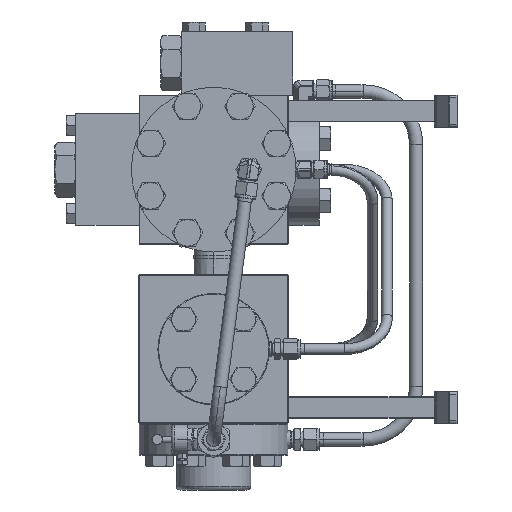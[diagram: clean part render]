
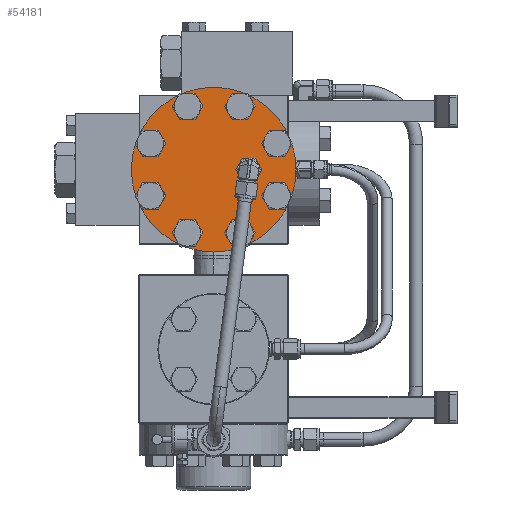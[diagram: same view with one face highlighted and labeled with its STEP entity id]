
A CAD part, left-side view. The second image highlights one B-rep face of the part: STEP entity #54181.
In plain terms, the highlighted planar face has unit normal (-1, 0, 0).
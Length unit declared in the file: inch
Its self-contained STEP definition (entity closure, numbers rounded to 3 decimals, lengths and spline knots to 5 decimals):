
#546 = CIRCLE ( 'NONE', #61622, 3.875 ) ;
#3163 = CIRCLE ( 'NONE', #92165, 3.875 ) ;
#3315 = PLANE ( 'NONE',  #19128 ) ;
#11143 = DIRECTION ( 'NONE',  ( 1., 0., 0. ) ) ;
#15049 = FACE_OUTER_BOUND ( 'NONE', #43955, .T. ) ;
#18593 = CARTESIAN_POINT ( 'NONE',  ( -14.8035, 0., 4.125 ) ) ;
#19128 = AXIS2_PLACEMENT_3D ( 'NONE', #34351, #11143, #65703 ) ;
#26396 = DIRECTION ( 'NONE',  ( 0., 0., 1. ) ) ;
#33506 = DIRECTION ( 'NONE',  ( 1., 0., 0. ) ) ;
#34351 = CARTESIAN_POINT ( 'NONE',  ( -14.8035, 0., 4.125 ) ) ;
#35921 = ORIENTED_EDGE ( 'NONE', *, *, #73801, .F. ) ;
#43955 = EDGE_LOOP ( 'NONE', ( #77390, #35921 ) ) ;
#54181 = ADVANCED_FACE ( 'NONE', ( #15049 ), #3315, .F. ) ;
#61622 = AXIS2_PLACEMENT_3D ( 'NONE', #18593, #73130, #26396 ) ;
#63903 = EDGE_CURVE ( 'NONE', #82580, #77286, #3163, .T. ) ;
#65703 = DIRECTION ( 'NONE',  ( 0., 0., 1. ) ) ;
#66517 = CARTESIAN_POINT ( 'NONE',  ( -14.8035, 0., 8. ) ) ;
#66980 = CARTESIAN_POINT ( 'NONE',  ( -14.8035, 0., 0.25 ) ) ;
#73130 = DIRECTION ( 'NONE',  ( 1., 0., 0. ) ) ;
#73801 = EDGE_CURVE ( 'NONE', #77286, #82580, #546, .T. ) ;
#77286 = VERTEX_POINT ( 'NONE', #66517 ) ;
#77390 = ORIENTED_EDGE ( 'NONE', *, *, #63903, .F. ) ;
#80217 = CARTESIAN_POINT ( 'NONE',  ( -14.8035, 0., 4.125 ) ) ;
#82580 = VERTEX_POINT ( 'NONE', #66980 ) ;
#87997 = DIRECTION ( 'NONE',  ( 0., 0., 1. ) ) ;
#92165 = AXIS2_PLACEMENT_3D ( 'NONE', #80217, #33506, #87997 ) ;
